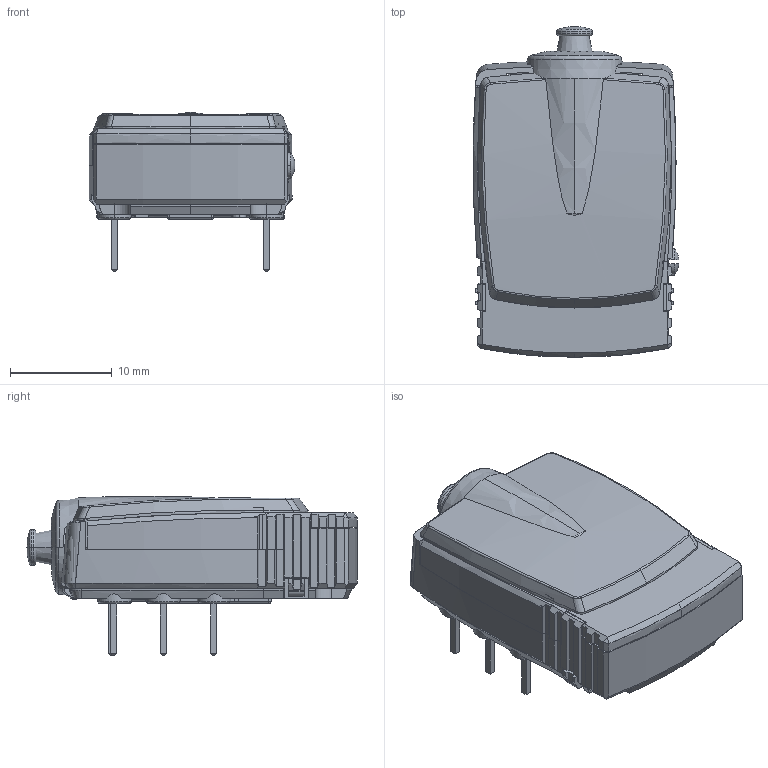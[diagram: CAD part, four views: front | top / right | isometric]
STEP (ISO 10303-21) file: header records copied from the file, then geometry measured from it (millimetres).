
FILE_DESCRIPTION((''),'2;1');
FILE_NAME('ZBZ80800000_SW0001','2018-08-14T',('kgottschalk'),(''),'PRO/ENGINEER BY PARAMETRIC TECHNOLOGY CORPORATION, 2014200','PRO/ENGINEER BY PARAMETRIC TECHNOLOGY CORPORATION, 2014200','');
FILE_SCHEMA(('AUTOMOTIVE_DESIGN { 1 0 10303 214 1 1 1 1 }'));
Length unit declared in the file: millimetre
Products named in the file (1): ZBZ80800000_SW0001
Bounding box: 20.29 x 32.57 x 15.68 mm (x, y, z)
Surface area: 7063.7 mm2 (no closed solid volume)
Topology: 0 solids, 17 shells, 1029 faces, 3595 edges, 2498 vertices
Faces by surface type: plane 684, cylinder 164, extrusion 56, bspline 44, torus 44, cone 29, sphere 8
Entity records: 52119 total; most frequent: CARTESIAN_POINT 13148, ORIENTED_EDGE 6190, DIRECTION 5462, EDGE_CURVE 3589, VECTOR 2554, LINE 2498, VERTEX_POINT 2498, AXIS2_PLACEMENT_3D 1454
